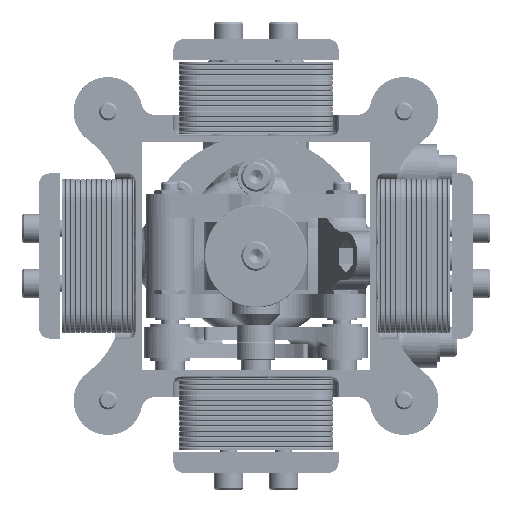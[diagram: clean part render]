
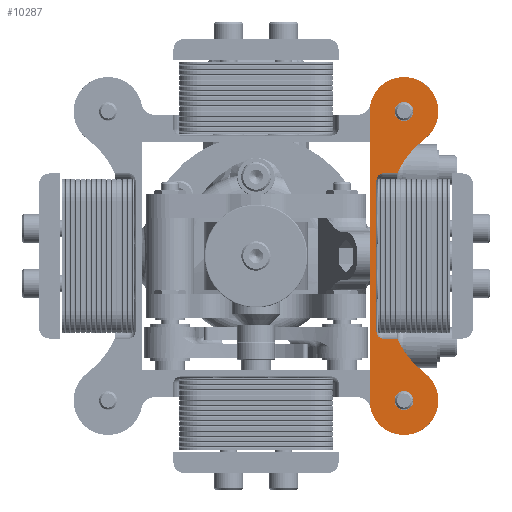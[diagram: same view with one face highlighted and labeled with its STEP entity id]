
A CAD part, front view. The second image highlights one B-rep face of the part: STEP entity #10287.
In plain terms, the highlighted planar face has unit normal (0, -1, 0).
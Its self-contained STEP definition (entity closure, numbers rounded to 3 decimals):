
#21 = ORIENTED_EDGE ( 'NONE', *, *, #1549, .F. ) ;
#738 = AXIS2_PLACEMENT_3D ( 'NONE', #24031, #37173, #30480 ) ;
#747 = CARTESIAN_POINT ( 'NONE',  ( -22., -51., 4. ) ) ;
#1289 = VECTOR ( 'NONE', #39201, 1000. ) ;
#1391 = EDGE_LOOP ( 'NONE', ( #12023, #10697 ) ) ;
#1549 = EDGE_CURVE ( 'NONE', #41100, #31508, #12988, .T. ) ;
#2416 = CARTESIAN_POINT ( 'NONE',  ( -24., -51., 8. ) ) ;
#3052 = EDGE_CURVE ( 'NONE', #34567, #24413, #39577, .T. ) ;
#3136 = DIRECTION ( 'NONE',  ( 0., 0., -1. ) ) ;
#3284 = AXIS2_PLACEMENT_3D ( 'NONE', #14467, #27978, #38088 ) ;
#3380 = CARTESIAN_POINT ( 'NONE',  ( 24., -51., 4. ) ) ;
#3557 = DIRECTION ( 'NONE',  ( 0., -1., 0. ) ) ;
#3758 = CARTESIAN_POINT ( 'NONE',  ( -42., -51., 12.75 ) ) ;
#4047 = DIRECTION ( 'NONE',  ( 0., 0., 1. ) ) ;
#4120 = DIRECTION ( 'NONE',  ( 0., 0., 1. ) ) ;
#4137 = VECTOR ( 'NONE', #20167, 1000. ) ;
#4236 = AXIS2_PLACEMENT_3D ( 'NONE', #22579, #35690, #15700 ) ;
#4349 = CARTESIAN_POINT ( 'NONE',  ( -42., -51., 7.25 ) ) ;
#5108 = ORIENTED_EDGE ( 'NONE', *, *, #11855, .T. ) ;
#5454 = CARTESIAN_POINT ( 'NONE',  ( 42., -51., 7.25 ) ) ;
#6221 = ORIENTED_EDGE ( 'NONE', *, *, #3052, .T. ) ;
#7396 = DIRECTION ( 'NONE',  ( 0., 0., 1. ) ) ;
#7874 = DIRECTION ( 'NONE',  ( 0., -1., 0. ) ) ;
#8061 = CARTESIAN_POINT ( 'NONE',  ( 42., -51., 10. ) ) ;
#8352 = VERTEX_POINT ( 'NONE', #38146 ) ;
#8876 = EDGE_LOOP ( 'NONE', ( #5108, #6221, #27090, #18809, #21, #26843, #20231, #15648, #29602, #13539 ) ) ;
#9356 = EDGE_CURVE ( 'NONE', #8352, #36402, #30166, .T. ) ;
#9543 = AXIS2_PLACEMENT_3D ( 'NONE', #42373, #9697, #33100 ) ;
#9697 = DIRECTION ( 'NONE',  ( 0., 1., 0. ) ) ;
#9893 = CARTESIAN_POINT ( 'NONE',  ( 22., -51., 4. ) ) ;
#10088 = CIRCLE ( 'NONE', #3284, 2.75 ) ;
#10287 = ADVANCED_FACE ( 'NONE', ( #36749, #33715, #17388 ), #10945, .F. ) ;
#10608 = VERTEX_POINT ( 'NONE', #17711 ) ;
#10697 = ORIENTED_EDGE ( 'NONE', *, *, #14603, .T. ) ;
#10899 = CIRCLE ( 'NONE', #39039, 2.75 ) ;
#10945 = PLANE ( 'NONE',  #738 ) ;
#11065 = EDGE_CURVE ( 'NONE', #13060, #40422, #37661, .T. ) ;
#11855 = EDGE_CURVE ( 'NONE', #26699, #34567, #34293, .T. ) ;
#12023 = ORIENTED_EDGE ( 'NONE', *, *, #11065, .T. ) ;
#12813 = CARTESIAN_POINT ( 'NONE',  ( -22., -51., 2. ) ) ;
#12862 = EDGE_CURVE ( 'NONE', #10608, #31348, #22717, .T. ) ;
#12936 = DIRECTION ( 'NONE',  ( 0., 1., 0. ) ) ;
#12988 = LINE ( 'NONE', #29716, #1289 ) ;
#13060 = VERTEX_POINT ( 'NONE', #4349 ) ;
#13539 = ORIENTED_EDGE ( 'NONE', *, *, #22062, .T. ) ;
#13681 = CARTESIAN_POINT ( 'NONE',  ( -13.903, -51., 30.87 ) ) ;
#14467 = CARTESIAN_POINT ( 'NONE',  ( -42., -51., 10. ) ) ;
#14603 = EDGE_CURVE ( 'NONE', #40422, #13060, #10088, .T. ) ;
#15648 = ORIENTED_EDGE ( 'NONE', *, *, #38630, .F. ) ;
#15700 = DIRECTION ( 'NONE',  ( 0., 0., -1. ) ) ;
#15778 = VERTEX_POINT ( 'NONE', #5454 ) ;
#15816 = CARTESIAN_POINT ( 'NONE',  ( -33.972, -51., 15.963 ) ) ;
#16582 = EDGE_CURVE ( 'NONE', #22139, #24413, #31311, .T. ) ;
#17388 = FACE_BOUND ( 'NONE', #1391, .T. ) ;
#17711 = CARTESIAN_POINT ( 'NONE',  ( -42., -51., 0. ) ) ;
#18546 = AXIS2_PLACEMENT_3D ( 'NONE', #747, #3557, #7396 ) ;
#18809 = ORIENTED_EDGE ( 'NONE', *, *, #23332, .T. ) ;
#19143 = CARTESIAN_POINT ( 'NONE',  ( 13.903, -51., 30.87 ) ) ;
#19260 = CIRCLE ( 'NONE', #18546, 2. ) ;
#19366 = DIRECTION ( 'NONE',  ( 0., 0., 1. ) ) ;
#19450 = CARTESIAN_POINT ( 'NONE',  ( 42., -51., 10. ) ) ;
#19902 = AXIS2_PLACEMENT_3D ( 'NONE', #25227, #7874, #24383 ) ;
#20088 = CARTESIAN_POINT ( 'NONE',  ( 42., -51., 0. ) ) ;
#20167 = DIRECTION ( 'NONE',  ( 1., 0., 0. ) ) ;
#20231 = ORIENTED_EDGE ( 'NONE', *, *, #9356, .T. ) ;
#20717 = VERTEX_POINT ( 'NONE', #40343 ) ;
#21228 = CARTESIAN_POINT ( 'NONE',  ( 24., -51., 2. ) ) ;
#21260 = AXIS2_PLACEMENT_3D ( 'NONE', #19450, #26111, #41824 ) ;
#21515 = CARTESIAN_POINT ( 'NONE',  ( 22., -51., 2. ) ) ;
#21891 = AXIS2_PLACEMENT_3D ( 'NONE', #9893, #22980, #4120 ) ;
#22062 = EDGE_CURVE ( 'NONE', #10608, #26699, #26607, .T. ) ;
#22139 = VERTEX_POINT ( 'NONE', #3380 ) ;
#22458 = AXIS2_PLACEMENT_3D ( 'NONE', #13681, #39888, #4047 ) ;
#22579 = CARTESIAN_POINT ( 'NONE',  ( -42., -51., 10. ) ) ;
#22648 = EDGE_CURVE ( 'NONE', #20717, #15778, #31542, .T. ) ;
#22717 = CIRCLE ( 'NONE', #4236, 10. ) ;
#22793 = CARTESIAN_POINT ( 'NONE',  ( 24., -51., 8. ) ) ;
#22980 = DIRECTION ( 'NONE',  ( 0., 1., 0. ) ) ;
#23082 = DIRECTION ( 'NONE',  ( 0., 0., 1. ) ) ;
#23332 = EDGE_CURVE ( 'NONE', #22139, #31508, #25311, .T. ) ;
#23589 = CARTESIAN_POINT ( 'NONE',  ( 33.972, -51., 15.963 ) ) ;
#24031 = CARTESIAN_POINT ( 'NONE',  ( 0., -51., 8. ) ) ;
#24383 = DIRECTION ( 'NONE',  ( 0., 0., -1. ) ) ;
#24413 = VERTEX_POINT ( 'NONE', #22793 ) ;
#24719 = VECTOR ( 'NONE', #23082, 1000. ) ;
#25227 = CARTESIAN_POINT ( 'NONE',  ( 42., -51., 10. ) ) ;
#25311 = CIRCLE ( 'NONE', #21891, 2. ) ;
#26111 = DIRECTION ( 'NONE',  ( 0., -1., 0. ) ) ;
#26315 = CARTESIAN_POINT ( 'NONE',  ( -24., -51., 2. ) ) ;
#26607 = LINE ( 'NONE', #29826, #4137 ) ;
#26699 = VERTEX_POINT ( 'NONE', #20088 ) ;
#26843 = ORIENTED_EDGE ( 'NONE', *, *, #33844, .F. ) ;
#27090 = ORIENTED_EDGE ( 'NONE', *, *, #16582, .F. ) ;
#27741 = VECTOR ( 'NONE', #37362, 1000. ) ;
#27897 = AXIS2_PLACEMENT_3D ( 'NONE', #19143, #12936, #19366 ) ;
#27978 = DIRECTION ( 'NONE',  ( 0., 1., 0. ) ) ;
#28612 = CIRCLE ( 'NONE', #22458, 25. ) ;
#29602 = ORIENTED_EDGE ( 'NONE', *, *, #12862, .F. ) ;
#29716 = CARTESIAN_POINT ( 'NONE',  ( 0., -51., 2. ) ) ;
#29826 = CARTESIAN_POINT ( 'NONE',  ( 0., -51., 0. ) ) ;
#30166 = LINE ( 'NONE', #26315, #24719 ) ;
#30480 = DIRECTION ( 'NONE',  ( 0., 0., 1. ) ) ;
#31311 = LINE ( 'NONE', #21228, #27741 ) ;
#31348 = VERTEX_POINT ( 'NONE', #15816 ) ;
#31508 = VERTEX_POINT ( 'NONE', #21515 ) ;
#31542 = CIRCLE ( 'NONE', #19902, 2.75 ) ;
#32519 = DIRECTION ( 'NONE',  ( 0., -1., 0. ) ) ;
#33100 = DIRECTION ( 'NONE',  ( 0., 0., -1. ) ) ;
#33715 = FACE_BOUND ( 'NONE', #38914, .T. ) ;
#33844 = EDGE_CURVE ( 'NONE', #8352, #41100, #19260, .T. ) ;
#34293 = CIRCLE ( 'NONE', #21260, 10. ) ;
#34567 = VERTEX_POINT ( 'NONE', #23589 ) ;
#35690 = DIRECTION ( 'NONE',  ( 0., 1., 0. ) ) ;
#36402 = VERTEX_POINT ( 'NONE', #2416 ) ;
#36749 = FACE_OUTER_BOUND ( 'NONE', #8876, .T. ) ;
#37173 = DIRECTION ( 'NONE',  ( 0., 1., 0. ) ) ;
#37362 = DIRECTION ( 'NONE',  ( 0., 0., 1. ) ) ;
#37373 = ORIENTED_EDGE ( 'NONE', *, *, #41505, .F. ) ;
#37661 = CIRCLE ( 'NONE', #9543, 2.75 ) ;
#38037 = ORIENTED_EDGE ( 'NONE', *, *, #22648, .F. ) ;
#38088 = DIRECTION ( 'NONE',  ( 0., 0., -1. ) ) ;
#38146 = CARTESIAN_POINT ( 'NONE',  ( -24., -51., 4. ) ) ;
#38630 = EDGE_CURVE ( 'NONE', #31348, #36402, #28612, .T. ) ;
#38914 = EDGE_LOOP ( 'NONE', ( #37373, #38037 ) ) ;
#39039 = AXIS2_PLACEMENT_3D ( 'NONE', #8061, #32519, #3136 ) ;
#39201 = DIRECTION ( 'NONE',  ( 1., 0., 0. ) ) ;
#39577 = CIRCLE ( 'NONE', #27897, 25. ) ;
#39888 = DIRECTION ( 'NONE',  ( 0., -1., 0. ) ) ;
#40343 = CARTESIAN_POINT ( 'NONE',  ( 42., -51., 12.75 ) ) ;
#40422 = VERTEX_POINT ( 'NONE', #3758 ) ;
#41100 = VERTEX_POINT ( 'NONE', #12813 ) ;
#41505 = EDGE_CURVE ( 'NONE', #15778, #20717, #10899, .T. ) ;
#41824 = DIRECTION ( 'NONE',  ( 0., 0., -1. ) ) ;
#42373 = CARTESIAN_POINT ( 'NONE',  ( -42., -51., 10. ) ) ;
